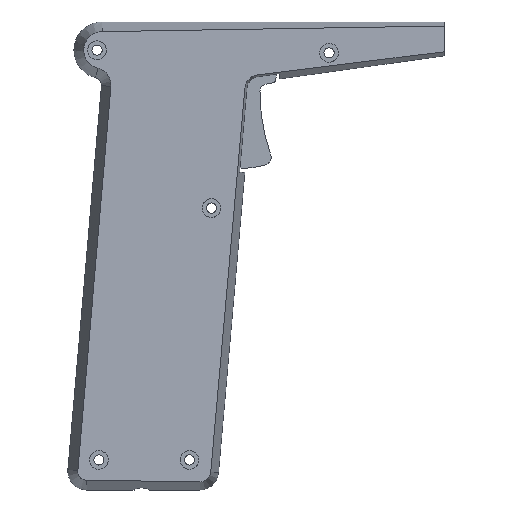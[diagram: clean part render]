
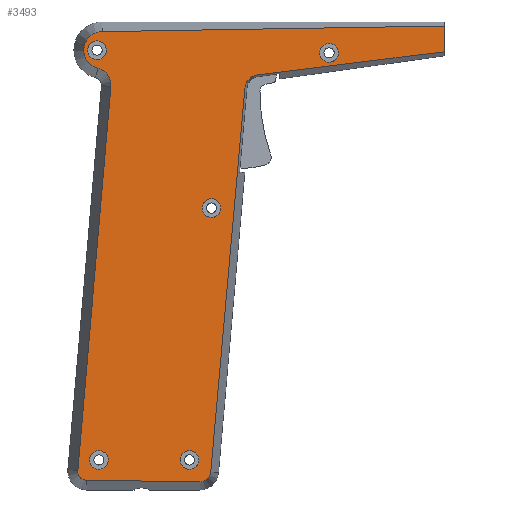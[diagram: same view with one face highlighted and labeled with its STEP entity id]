
A CAD part, front view. The second image highlights one B-rep face of the part: STEP entity #3493.
In plain terms, the highlighted planar face has unit normal (0.061, -0.998, 0).
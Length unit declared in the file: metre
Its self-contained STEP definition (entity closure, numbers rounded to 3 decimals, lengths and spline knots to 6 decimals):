
#110=ELLIPSE('',#3841,0.004947,0.004938);
#111=ELLIPSE('',#3843,0.004608,0.004599);
#112=ELLIPSE('',#3846,0.002374,0.00237);
#113=ELLIPSE('',#3849,0.002869,0.002863);
#115=ELLIPSE('',#3854,0.003885,0.003877);
#116=ELLIPSE('',#3858,0.002505,0.0025);
#117=ELLIPSE('',#3859,0.002505,0.0025);
#118=ELLIPSE('',#3860,0.002505,0.0025);
#119=ELLIPSE('',#3861,0.002505,0.0025);
#120=ELLIPSE('',#3862,0.002505,0.0025);
#391=LINE('',#5787,#719);
#404=LINE('',#5820,#732);
#409=LINE('',#5834,#737);
#412=LINE('',#5842,#740);
#416=LINE('',#5854,#744);
#417=LINE('',#5860,#745);
#719=VECTOR('',#4706,1.);
#732=VECTOR('',#4733,1.);
#737=VECTOR('',#4748,1.);
#740=VECTOR('',#4757,1.);
#744=VECTOR('',#4769,1.);
#745=VECTOR('',#4780,1.);
#1550=ORIENTED_EDGE('',*,*,#2179,.T.);
#1551=ORIENTED_EDGE('',*,*,#2180,.T.);
#1552=ORIENTED_EDGE('',*,*,#2181,.T.);
#1553=ORIENTED_EDGE('',*,*,#2182,.T.);
#1554=ORIENTED_EDGE('',*,*,#2183,.T.);
#1555=ORIENTED_EDGE('',*,*,#2157,.F.);
#1556=ORIENTED_EDGE('',*,*,#2160,.T.);
#1557=ORIENTED_EDGE('',*,*,#2162,.F.);
#1558=ORIENTED_EDGE('',*,*,#2164,.F.);
#1559=ORIENTED_EDGE('',*,*,#2166,.T.);
#1560=ORIENTED_EDGE('',*,*,#2168,.F.);
#1561=ORIENTED_EDGE('',*,*,#2170,.T.);
#1562=ORIENTED_EDGE('',*,*,#2174,.F.);
#1563=ORIENTED_EDGE('',*,*,#2176,.F.);
#1564=ORIENTED_EDGE('',*,*,#2140,.F.);
#1565=ORIENTED_EDGE('',*,*,#2178,.F.);
#2140=EDGE_CURVE('',#2526,#2527,#391,.T.);
#2157=EDGE_CURVE('',#2539,#2540,#404,.T.);
#2160=EDGE_CURVE('',#2539,#2541,#110,.T.);
#2162=EDGE_CURVE('',#2542,#2541,#111,.T.);
#2164=EDGE_CURVE('',#2543,#2542,#409,.T.);
#2166=EDGE_CURVE('',#2543,#2544,#112,.T.);
#2168=EDGE_CURVE('',#2545,#2544,#412,.T.);
#2170=EDGE_CURVE('',#2545,#2546,#113,.T.);
#2174=EDGE_CURVE('',#2549,#2546,#416,.T.);
#2176=EDGE_CURVE('',#2527,#2549,#115,.T.);
#2178=EDGE_CURVE('',#2540,#2526,#417,.T.);
#2179=EDGE_CURVE('',#2550,#2550,#116,.F.);
#2180=EDGE_CURVE('',#2551,#2551,#117,.F.);
#2181=EDGE_CURVE('',#2552,#2552,#118,.F.);
#2182=EDGE_CURVE('',#2553,#2553,#119,.F.);
#2183=EDGE_CURVE('',#2554,#2554,#120,.F.);
#2526=VERTEX_POINT('',#5786);
#2527=VERTEX_POINT('',#5788);
#2539=VERTEX_POINT('',#5819);
#2540=VERTEX_POINT('',#5821);
#2541=VERTEX_POINT('',#5825);
#2542=VERTEX_POINT('',#5829);
#2543=VERTEX_POINT('',#5833);
#2544=VERTEX_POINT('',#5837);
#2545=VERTEX_POINT('',#5841);
#2546=VERTEX_POINT('',#5845);
#2549=VERTEX_POINT('',#5853);
#2550=VERTEX_POINT('',#5863);
#2551=VERTEX_POINT('',#5865);
#2552=VERTEX_POINT('',#5867);
#2553=VERTEX_POINT('',#5869);
#2554=VERTEX_POINT('',#5871);
#2888=EDGE_LOOP('',(#1550));
#2889=EDGE_LOOP('',(#1551));
#2890=EDGE_LOOP('',(#1552));
#2891=EDGE_LOOP('',(#1553));
#2892=EDGE_LOOP('',(#1554));
#2893=EDGE_LOOP('',(#1555,#1556,#1557,#1558,#1559,#1560,#1561,#1562,#1563,
#1564,#1565));
#3152=FACE_BOUND('',#2888,.T.);
#3153=FACE_BOUND('',#2889,.T.);
#3154=FACE_BOUND('',#2890,.T.);
#3155=FACE_BOUND('',#2891,.T.);
#3156=FACE_BOUND('',#2892,.T.);
#3157=FACE_BOUND('',#2893,.T.);
#3320=PLANE('',#3857);
#3493=ADVANCED_FACE('',(#3152,#3153,#3154,#3155,#3156,#3157),#3320,.T.);
#3841=AXIS2_PLACEMENT_3D('',#5826,#4738,#4739);
#3843=AXIS2_PLACEMENT_3D('',#5830,#4743,#4744);
#3846=AXIS2_PLACEMENT_3D('',#5838,#4752,#4753);
#3849=AXIS2_PLACEMENT_3D('',#5846,#4761,#4762);
#3854=AXIS2_PLACEMENT_3D('',#5857,#4774,#4775);
#3857=AXIS2_PLACEMENT_3D('',#5861,#4781,#4782);
#3858=AXIS2_PLACEMENT_3D('',#5862,#4783,#4784);
#3859=AXIS2_PLACEMENT_3D('',#5864,#4785,#4786);
#3860=AXIS2_PLACEMENT_3D('',#5866,#4787,#4788);
#3861=AXIS2_PLACEMENT_3D('',#5868,#4789,#4790);
#3862=AXIS2_PLACEMENT_3D('',#5870,#4791,#4792);
#4706=DIRECTION('',(-0.991,-0.061,-0.123));
#4733=DIRECTION('',(0.998,0.061,0.016));
#4738=DIRECTION('',(0.061,-0.998,0.));
#4739=DIRECTION('',(0.998,0.061,0.));
#4743=DIRECTION('',(0.061,-0.998,0.));
#4744=DIRECTION('',(-0.998,-0.061,0.));
#4748=DIRECTION('',(0.086,0.005,0.996));
#4752=DIRECTION('',(0.061,-0.998,0.));
#4753=DIRECTION('',(0.998,0.061,0.));
#4757=DIRECTION('',(-0.998,-0.061,0.016));
#4761=DIRECTION('',(0.061,-0.998,0.));
#4762=DIRECTION('',(0.998,0.061,0.));
#4769=DIRECTION('',(-0.089,-0.005,-0.996));
#4774=DIRECTION('',(0.061,-0.998,0.));
#4775=DIRECTION('',(-0.998,-0.061,0.));
#4780=DIRECTION('',(0.,0.,-1.));
#4781=DIRECTION('',(0.061,-0.998,0.));
#4782=DIRECTION('',(0.998,0.061,0.));
#4783=DIRECTION('',(0.061,-0.998,0.));
#4784=DIRECTION('',(0.998,0.061,0.));
#4785=DIRECTION('',(0.061,-0.998,0.));
#4786=DIRECTION('',(0.998,0.061,0.));
#4787=DIRECTION('',(0.061,-0.998,0.));
#4788=DIRECTION('',(0.998,0.061,0.));
#4789=DIRECTION('',(0.061,-0.998,0.));
#4790=DIRECTION('',(0.998,0.061,0.));
#4791=DIRECTION('',(0.061,-0.998,0.));
#4792=DIRECTION('',(0.998,0.061,0.));
#5786=CARTESIAN_POINT('',(0.07,-0.004,-0.003418));
#5787=CARTESIAN_POINT('',(0.01355,-0.007453,-0.010417));
#5788=CARTESIAN_POINT('',(0.020369,-0.007036,-0.009571));
#5819=CARTESIAN_POINT('',(-0.020995,-0.009565,0.001937));
#5820=CARTESIAN_POINT('',(0.020174,-0.007047,0.002612));
#5821=CARTESIAN_POINT('',(0.07,-0.004,0.003428));
#5825=CARTESIAN_POINT('',(-0.022114,-0.009634,-0.00779));
#5826=CARTESIAN_POINT('',(-0.020914,-0.009561,-0.003));
#5829=CARTESIAN_POINT('',(-0.018648,-0.009422,-0.012645));
#5830=CARTESIAN_POINT('',(-0.023231,-0.009702,-0.012251));
#5833=CARTESIAN_POINT('',(-0.027441,-0.00996,-0.114797));
#5834=CARTESIAN_POINT('',(-0.02221,-0.00964,-0.054028));
#5837=CARTESIAN_POINT('',(-0.025118,-0.009818,-0.117369));
#5838=CARTESIAN_POINT('',(-0.02508,-0.009815,-0.115));
#5841=CARTESIAN_POINT('',(0.004996,-0.007976,-0.117863));
#5842=CARTESIAN_POINT('',(0.020174,-0.007047,-0.118112));
#5845=CARTESIAN_POINT('',(0.007895,-0.007798,-0.115254));
#5846=CARTESIAN_POINT('',(0.005043,-0.007973,-0.115));
#5853=CARTESIAN_POINT('',(0.016984,-0.007243,-0.013075));
#5854=CARTESIAN_POINT('',(0.013066,-0.007482,-0.057125));
#5857=CARTESIAN_POINT('',(0.020846,-0.007006,-0.013419));
#5860=CARTESIAN_POINT('',(0.07,-0.004,0.));
#5861=CARTESIAN_POINT('',(0.07,-0.004,0.));
#5862=CARTESIAN_POINT('',(0.039377,-0.005873,-0.003704));
#5863=CARTESIAN_POINT('',(0.041877,-0.00572,-0.003704));
#5864=CARTESIAN_POINT('',(-0.021845,-0.009617,-0.112));
#5865=CARTESIAN_POINT('',(-0.019345,-0.009465,-0.112));
#5866=CARTESIAN_POINT('',(0.002247,-0.008144,-0.112));
#5867=CARTESIAN_POINT('',(0.004747,-0.007991,-0.112));
#5868=CARTESIAN_POINT('',(0.008109,-0.007785,-0.045));
#5869=CARTESIAN_POINT('',(0.010609,-0.007633,-0.045));
#5870=CARTESIAN_POINT('',(-0.022347,-0.009648,-0.003));
#5871=CARTESIAN_POINT('',(-0.019847,-0.009495,-0.003));
